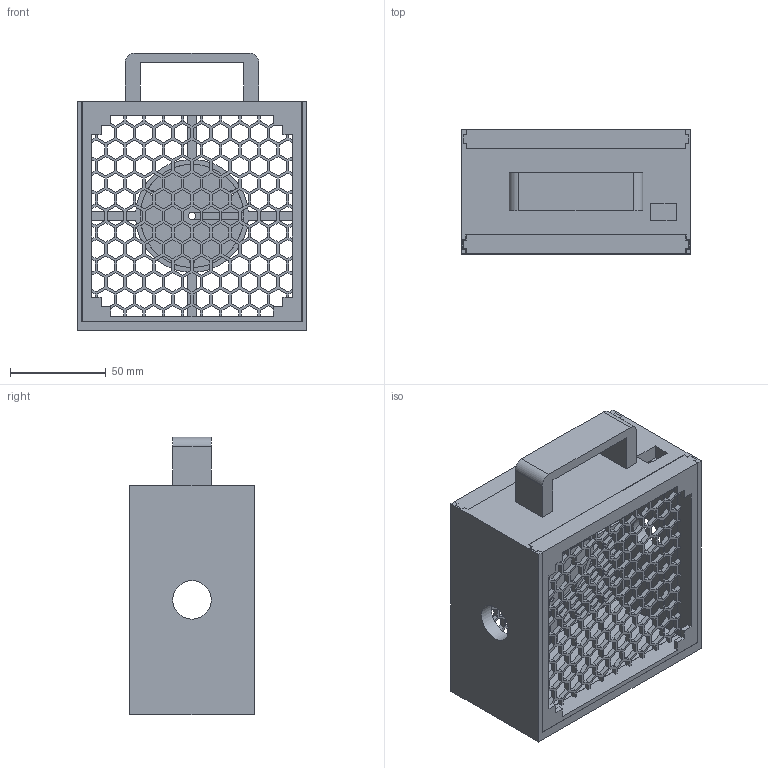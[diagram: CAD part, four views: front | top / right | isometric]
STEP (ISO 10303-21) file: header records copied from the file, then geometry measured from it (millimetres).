
FILE_DESCRIPTION(/* description */ (''),/* implementation_level */ '2;1');
FILE_NAME(/* name */ 'Solder Fume Extractor v2.step',/* time_stamp */ '2024-07-10T23:39:59+02:00',/* author */ (''),/* organization */ (''),/* preprocessor_version */ 'ST-DEVELOPER v20',/* originating_system */ 'Autodesk Translation Framework v13.14.0.145',/* authorisation */ '');
FILE_SCHEMA (('AUTOMOTIVE_DESIGN { 1 0 10303 214 3 1 1 }'));
Products named in the file (1): New Solder Fume Extractor v2
Bounding box: 120 x 65 x 145 mm (x, y, z)
Volume: 245259 mm3; surface area: 136231.8 mm2
Topology: 3 solids, 3 shells, 1771 faces, 5562 edges, 3700 vertices
Faces by surface type: plane 1756, cylinder 15
Full cylindrical faces by diameter (mm): 2.5 x3, 3 x1, 20.1 x2, 54 x1
Entity records: 61647 total; most frequent: ORIENTED_EDGE 11124, CARTESIAN_POINT 11034, DIRECTION 9142, EDGE_CURVE 5562, LINE 5526, VECTOR 5526, VERTEX_POINT 3700, EDGE_LOOP 2302
